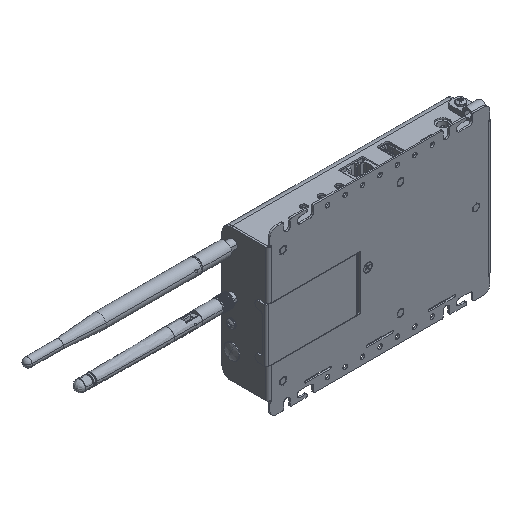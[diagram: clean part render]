
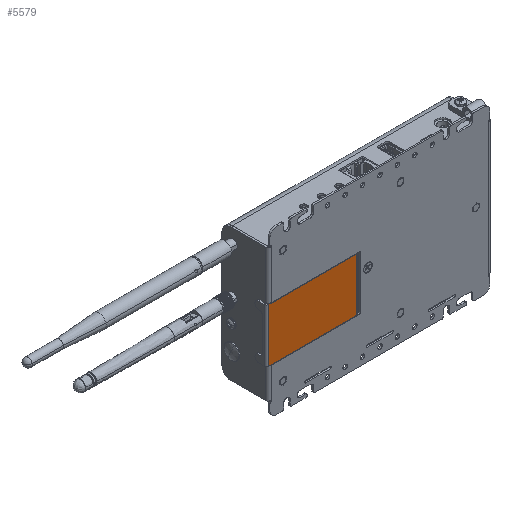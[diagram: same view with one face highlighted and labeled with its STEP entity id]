
A CAD part, isometric view. The second image highlights one B-rep face of the part: STEP entity #5579.
In plain terms, the highlighted planar face has unit normal (0, -1, 0).
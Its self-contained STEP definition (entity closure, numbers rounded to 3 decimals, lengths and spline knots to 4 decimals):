
#3736 = DIRECTION ( 'NONE',  ( -1., 0., 0. ) ) ;
#4641 = CARTESIAN_POINT ( 'NONE',  ( -3.133, -0.3504, -1.0001 ) ) ;
#5579 = ADVANCED_FACE ( 'NONE', ( #17622 ), #23709, .F. ) ;
#11071 = CARTESIAN_POINT ( 'NONE',  ( -0.6664, -0.3504, -1.0001 ) ) ;
#11248 = VECTOR ( 'NONE', #43434, 39.3701 ) ;
#13292 = LINE ( 'NONE', #62826, #11248 ) ;
#17622 = FACE_OUTER_BOUND ( 'NONE', #82082, .T. ) ;
#22965 = LINE ( 'NONE', #81914, #72986 ) ;
#23567 = VERTEX_POINT ( 'NONE', #81403 ) ;
#23709 = PLANE ( 'NONE',  #78906 ) ;
#25921 = EDGE_CURVE ( 'NONE', #76186, #23567, #73380, .T. ) ;
#27513 = CARTESIAN_POINT ( 'NONE',  ( -0.6664, -0.3504, -0.2501 ) ) ;
#28301 = CARTESIAN_POINT ( 'NONE',  ( -3.153, -0.3504, -0.2501 ) ) ;
#30427 = CARTESIAN_POINT ( 'NONE',  ( -3.133, -0.3504, -0.2501 ) ) ;
#31221 = CARTESIAN_POINT ( 'NONE',  ( -3.133, -0.3504, 0.4999 ) ) ;
#33328 = EDGE_CURVE ( 'NONE', #23567, #61265, #22965, .T. ) ;
#36959 = DIRECTION ( 'NONE',  ( 0., 0., 1. ) ) ;
#43434 = DIRECTION ( 'NONE',  ( 1., 0., 0. ) ) ;
#47490 = ORIENTED_EDGE ( 'NONE', *, *, #33328, .T. ) ;
#53757 = DIRECTION ( 'NONE',  ( 0., 0., 1. ) ) ;
#54569 = EDGE_CURVE ( 'NONE', #77094, #76186, #13292, .T. ) ;
#56062 = VECTOR ( 'NONE', #53757, 39.3701 ) ;
#57986 = ORIENTED_EDGE ( 'NONE', *, *, #25921, .T. ) ;
#61104 = DIRECTION ( 'NONE',  ( 1., 0., 0. ) ) ;
#61265 = VERTEX_POINT ( 'NONE', #31221 ) ;
#61503 = DIRECTION ( 'NONE',  ( 0., 1., 0. ) ) ;
#62687 = VECTOR ( 'NONE', #36959, 39.3701 ) ;
#62826 = CARTESIAN_POINT ( 'NONE',  ( -0.101, -0.3504, -1.0001 ) ) ;
#63513 = ORIENTED_EDGE ( 'NONE', *, *, #54569, .T. ) ;
#67438 = ORIENTED_EDGE ( 'NONE', *, *, #76631, .F. ) ;
#72986 = VECTOR ( 'NONE', #3736, 39.3701 ) ;
#73380 = LINE ( 'NONE', #27513, #56062 ) ;
#76186 = VERTEX_POINT ( 'NONE', #11071 ) ;
#76631 = EDGE_CURVE ( 'NONE', #77094, #61265, #82080, .T. ) ;
#77094 = VERTEX_POINT ( 'NONE', #4641 ) ;
#78906 = AXIS2_PLACEMENT_3D ( 'NONE', #28301, #61503, #61104 ) ;
#81403 = CARTESIAN_POINT ( 'NONE',  ( -0.6664, -0.3504, 0.4999 ) ) ;
#81914 = CARTESIAN_POINT ( 'NONE',  ( -3.153, -0.3504, 0.4999 ) ) ;
#82080 = LINE ( 'NONE', #30427, #62687 ) ;
#82082 = EDGE_LOOP ( 'NONE', ( #63513, #57986, #47490, #67438 ) ) ;
